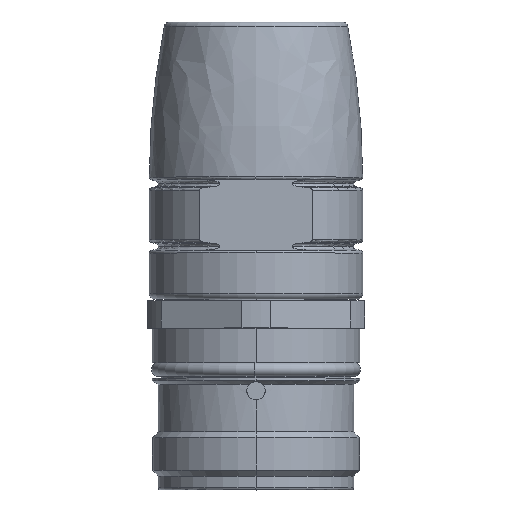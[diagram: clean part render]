
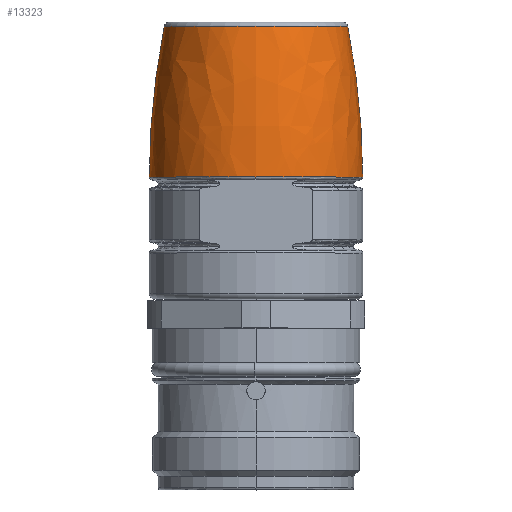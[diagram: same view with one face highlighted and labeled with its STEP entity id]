
A CAD part, top view. The second image highlights one B-rep face of the part: STEP entity #13323.
In plain terms, the highlighted free-form (B-spline) face has degree [3, 3] with [7, 4] control points.
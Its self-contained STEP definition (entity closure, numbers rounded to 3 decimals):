
#2565=CARTESIAN_POINT('',(-74.636,19.1,0.));
#2566=DIRECTION('',(0.,0.,-1.));
#2567=DIRECTION('',(0.981,0.195,0.));
#2568=AXIS2_PLACEMENT_3D('',#2565,#2566,#2567);
#2575=CARTESIAN_POINT('',(74.636,19.1,0.));
#2576=DIRECTION('',(0.,0.,1.));
#2577=DIRECTION('',(-0.981,0.195,0.));
#2578=AXIS2_PLACEMENT_3D('',#2575,#2576,#2577);
#2580=CARTESIAN_POINT('',(0.,19.335,0.));
#2581=DIRECTION('',(0.,1.,0.));
#2582=DIRECTION('',(-1.,0.,0.));
#2583=AXIS2_PLACEMENT_3D('',#2580,#2581,#2582);
#2585=CARTESIAN_POINT('',(0.,35.917,0.));
#2586=DIRECTION('',(0.,-1.,0.));
#2587=DIRECTION('',(1.,0.,0.));
#2588=AXIS2_PLACEMENT_3D('',#2585,#2586,#2587);
#2590=CARTESIAN_POINT('',(0.,19.335,0.));
#2591=DIRECTION('',(0.,1.,0.));
#2592=DIRECTION('',(0.,0.,1.));
#2593=AXIS2_PLACEMENT_3D('',#2590,#2591,#2592);
#10558=CARTESIAN_POINT('',(10.097,35.917,0.));
#10559=CARTESIAN_POINT('',(-10.097,35.917,0.));
#10560=VERTEX_POINT('',#10558);
#10561=VERTEX_POINT('',#10559);
#10574=CARTESIAN_POINT('',(-11.75,19.335,0.));
#10575=CARTESIAN_POINT('',(0.,19.335,11.75));
#10576=VERTEX_POINT('',#10574);
#10577=VERTEX_POINT('',#10575);
#10578=CARTESIAN_POINT('',(11.75,19.335,
0.));
#10579=VERTEX_POINT('',#10578);
#13286=CARTESIAN_POINT('',(-11.727,19.001,
-0.738));
#13287=CARTESIAN_POINT('',(-11.733,24.797,
-0.738));
#13288=CARTESIAN_POINT('',(-11.16,30.564,
-0.702));
#13289=CARTESIAN_POINT('',(-10.012,36.244,
-0.63));
#13290=CARTESIAN_POINT('',(-12.181,19.001,
6.479));
#13291=CARTESIAN_POINT('',(-12.188,24.797,
6.483));
#13292=CARTESIAN_POINT('',(-11.592,30.564,
6.166));
#13293=CARTESIAN_POINT('',(-10.4,36.244,
5.531));
#13294=CARTESIAN_POINT('',(-7.231,19.001,
11.75));
#13295=CARTESIAN_POINT('',(-7.235,24.797,
11.757));
#13296=CARTESIAN_POINT('',(-6.881,30.564,
11.182));
#13297=CARTESIAN_POINT('',(-6.174,36.244,
10.032));
#13298=CARTESIAN_POINT('',(0.,19.001,11.75));
#13299=CARTESIAN_POINT('',(0.,24.797,11.757));
#13300=CARTESIAN_POINT('',(0.,30.564,11.182));
#13301=CARTESIAN_POINT('',(0.,36.244,10.032));
#13302=CARTESIAN_POINT('',(7.231,19.001,11.75));
#13303=CARTESIAN_POINT('',(7.235,24.797,11.757));
#13304=CARTESIAN_POINT('',(6.881,30.564,11.182));
#13305=CARTESIAN_POINT('',(6.174,36.244,10.032));
#13306=CARTESIAN_POINT('',(12.181,19.001,6.479));
#13307=CARTESIAN_POINT('',(12.188,24.797,6.483));
#13308=CARTESIAN_POINT('',(11.592,30.564,6.166));
#13309=CARTESIAN_POINT('',(10.4,36.244,5.531));
#13310=CARTESIAN_POINT('',(11.727,19.001,
-0.738));
#13311=CARTESIAN_POINT('',(11.733,24.797,
-0.738));
#13312=CARTESIAN_POINT('',(11.16,30.564,
-0.702));
#13313=CARTESIAN_POINT('',(10.012,36.244,
-0.63));
#13314=(BOUNDED_SURFACE()B_SPLINE_SURFACE(3,3,((#13286,#13287,#13288,#13289),(
#13290,#13291,#13292,#13293),(#13294,#13295,#13296,#13297),(#13298,#13299,
#13300,#13301),(#13302,#13303,#13304,#13305),(#13306,#13307,#13308,#13309),(
#13310,#13311,#13312,#13313)),.UNSPECIFIED.,.F.,.F.,.F.)B_SPLINE_SURFACE_WITH_KNOTS((4,3,4),(4,4),(0.,1.,2.),(0.,1.),.UNSPECIFIED.)GEOMETRIC_REPRESENTATION_ITEM()RATIONAL_B_SPLINE_SURFACE(((1.19,1.186,
1.186,1.19),(0.94,0.937,
0.937,0.94),(0.94,0.937,
0.937,0.94),(1.19,1.186,
1.186,1.19),(0.94,0.937,
0.937,0.94),(0.94,0.937,
0.937,0.94),(1.19,1.186,
1.186,1.19)))REPRESENTATION_ITEM('')SURFACE());
#13315=ORIENTED_EDGE('',*,*,#13154,.F.);
#13316=ORIENTED_EDGE('',*,*,#13281,.F.);
#13318=ORIENTED_EDGE('',*,*,#13317,.F.);
#13319=ORIENTED_EDGE('',*,*,#13277,.T.);
#13320=ORIENTED_EDGE('',*,*,#13116,.F.);
#13321=EDGE_LOOP('',(#13315,#13316,#13318,#13319,#13320));
#13322=FACE_OUTER_BOUND('',#13321,.F.);
#2569=CIRCLE('',#2568,86.386);
#2579=CIRCLE('',#2578,86.386);
#2584=CIRCLE('',#2583,11.75);
#2589=CIRCLE('',#2588,10.097);
#2594=CIRCLE('',#2593,11.75);
#13116=EDGE_CURVE('',#10577,#10579,#2594,.T.);
#13154=EDGE_CURVE('',#10576,#10577,#2584,.T.);
#13277=EDGE_CURVE('',#10560,#10579,#2569,.T.);
#13281=EDGE_CURVE('',#10561,#10576,#2579,.T.);
#13317=EDGE_CURVE('',#10560,#10561,#2589,.T.);
#13323=ADVANCED_FACE('',(#13322),#13314,.T.);
